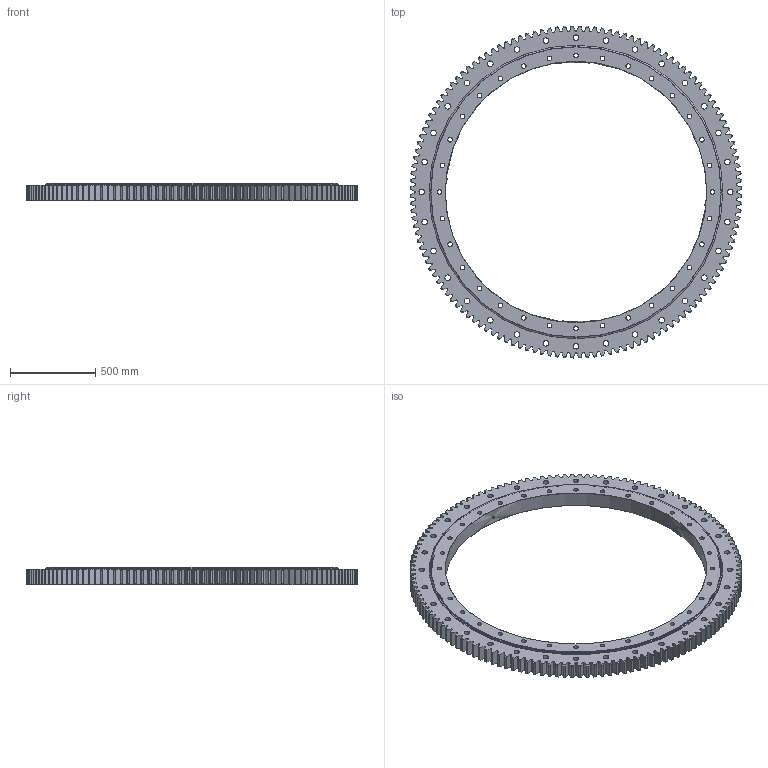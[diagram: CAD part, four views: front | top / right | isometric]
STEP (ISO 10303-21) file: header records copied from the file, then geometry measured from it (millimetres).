
FILE_DESCRIPTION (( 'STEP AP214' ), '1' );
FILE_NAME ('E.1943.40.15.D.2-RV.STEP', '2017-11-03T09:41:34', ( '' ), ( '' ), 'SwSTEP 2.0', 'SolidWorks 2015', '' );
FILE_SCHEMA (( 'AUTOMOTIVE_DESIGN' ));
Length unit declared in the file: millimetre
Products named in the file (7): Grease nipple M10x1mm; E.1943.40.15.D.2-RV - OR Seal; E.1943.40.15.D.2-RV - IR Seal; Roller L40; E.1943.40.15.D.2-RV - OR; E.1943.40.15.D.2-RV - IR; E.1943.40.15.D.2-RV
Assembly tree (94 placements, depth 2):
  E.1943.40.15.D.2-RV
    E.1943.40.15.D.2-RV - IR
    E.1943.40.15.D.2-RV - OR
    Roller L40  x86
    E.1943.40.15.D.2-RV - IR Seal
    E.1943.40.15.D.2-RV - OR Seal
    Grease nipple M10x1mm  x4
Bounding box: 1942.71 x 1942.71 x 100 mm (x, y, z)
Volume: 86178097.3 mm3; surface area: 6356542.4 mm2
Topology: 94 solids, 94 shells, 2011 faces, 4965 edges, 3153 vertices
Faces by surface type: plane 499, cylinder 492, torus 384, cone 364, bspline 272
Entity records: 102362 total; most frequent: CARTESIAN_POINT 70174, ORIENTED_EDGE 7118, DIRECTION 5496, EDGE_CURVE 3559, VERTEX_POINT 2347, AXIS2_PLACEMENT_3D 2027, VECTOR 1442, LINE 1442
